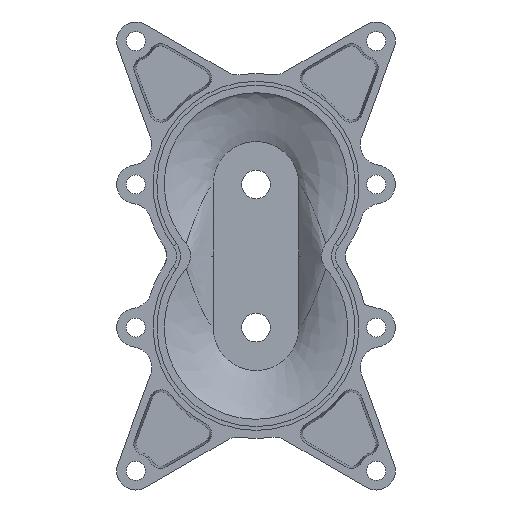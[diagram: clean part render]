
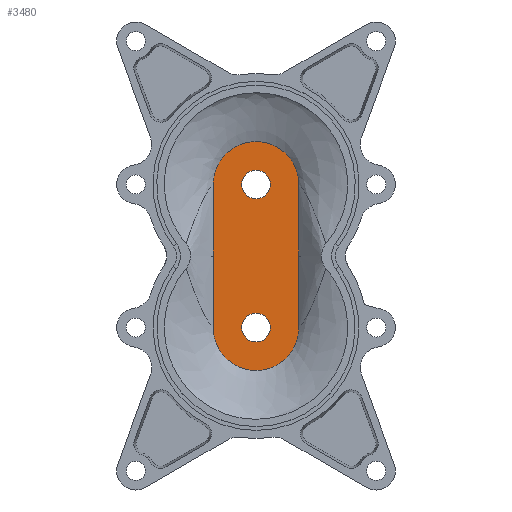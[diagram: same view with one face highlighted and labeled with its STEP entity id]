
A CAD part, top view. The second image highlights one B-rep face of the part: STEP entity #3480.
In plain terms, the highlighted planar face has unit normal (0, 0, 1).
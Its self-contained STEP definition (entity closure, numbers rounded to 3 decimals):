
#2183=CARTESIAN_POINT('Vertex',(-45.,0.,10.)) ;
#2187=CARTESIAN_POINT('Control Point',(45.,0.,10.)) ;
#2188=CARTESIAN_POINT('Control Point',(45.,3.534,10.)) ;
#2189=CARTESIAN_POINT('Control Point',(44.653,7.069,10.)) ;
#2190=CARTESIAN_POINT('Control Point',(43.959,10.557,10.)) ;
#2191=CARTESIAN_POINT('Control Point',(41.895,17.354,10.)) ;
#2192=CARTESIAN_POINT('Control Point',(38.549,23.618,10.)) ;
#2193=CARTESIAN_POINT('Control Point',(36.573,26.576,10.)) ;
#2194=CARTESIAN_POINT('Control Point',(32.065,32.065,10.)) ;
#2195=CARTESIAN_POINT('Control Point',(26.576,36.573,10.)) ;
#2196=CARTESIAN_POINT('Control Point',(23.618,38.549,10.)) ;
#2197=CARTESIAN_POINT('Control Point',(17.354,41.895,10.)) ;
#2198=CARTESIAN_POINT('Control Point',(10.557,43.959,10.)) ;
#2199=CARTESIAN_POINT('Control Point',(7.069,44.653,10.)) ;
#2200=CARTESIAN_POINT('Control Point',(0.,45.347,10.)) ;
#2201=CARTESIAN_POINT('Control Point',(-7.069,44.653,10.)) ;
#2202=CARTESIAN_POINT('Control Point',(-10.557,43.959,10.)) ;
#2203=CARTESIAN_POINT('Control Point',(-17.354,41.895,10.)) ;
#2204=CARTESIAN_POINT('Control Point',(-23.618,38.549,10.)) ;
#2205=CARTESIAN_POINT('Control Point',(-26.576,36.573,10.)) ;
#2206=CARTESIAN_POINT('Control Point',(-32.065,32.065,10.)) ;
#2207=CARTESIAN_POINT('Control Point',(-36.573,26.576,10.)) ;
#2208=CARTESIAN_POINT('Control Point',(-38.549,23.618,10.)) ;
#2209=CARTESIAN_POINT('Control Point',(-41.895,17.354,10.)) ;
#2210=CARTESIAN_POINT('Control Point',(-43.959,10.557,10.)) ;
#2211=CARTESIAN_POINT('Control Point',(-44.653,7.069,10.)) ;
#2212=CARTESIAN_POINT('Control Point',(-45.,3.534,10.)) ;
#2213=CARTESIAN_POINT('Control Point',(-45.,0.,10.)) ;
#2214=CARTESIAN_POINT('Vertex',(45.,0.,10.)) ;
#2354=CARTESIAN_POINT('Control Point',(45.,-75.,10.)) ;
#2355=CARTESIAN_POINT('Control Point',(45.,-56.25,10.)) ;
#2356=CARTESIAN_POINT('Control Point',(45.,-37.5,10.)) ;
#2357=CARTESIAN_POINT('Control Point',(45.,-18.75,10.)) ;
#2358=CARTESIAN_POINT('Control Point',(45.,0.,10.)) ;
#2359=CARTESIAN_POINT('Vertex',(45.,-75.,10.)) ;
#2520=CARTESIAN_POINT('Vertex',(-45.,-75.,10.)) ;
#2524=CARTESIAN_POINT('Control Point',(-45.,0.,10.)) ;
#2525=CARTESIAN_POINT('Control Point',(-45.,-18.75,10.)) ;
#2526=CARTESIAN_POINT('Control Point',(-45.,-37.5,10.)) ;
#2527=CARTESIAN_POINT('Control Point',(-45.,-56.25,10.)) ;
#2528=CARTESIAN_POINT('Control Point',(-45.,-75.,10.)) ;
#2644=CARTESIAN_POINT('Control Point',(45.,-150.,10.)) ;
#2645=CARTESIAN_POINT('Control Point',(45.,-131.25,10.)) ;
#2646=CARTESIAN_POINT('Control Point',(45.,-112.5,10.)) ;
#2647=CARTESIAN_POINT('Control Point',(45.,-93.75,10.)) ;
#2648=CARTESIAN_POINT('Control Point',(45.,-75.,10.)) ;
#2649=CARTESIAN_POINT('Vertex',(45.,-150.,10.)) ;
#3251=CARTESIAN_POINT('Control Point',(-45.,-150.,10.)) ;
#3252=CARTESIAN_POINT('Control Point',(-45.,-153.534,10.)) ;
#3253=CARTESIAN_POINT('Control Point',(-44.653,-157.069,10.)) ;
#3254=CARTESIAN_POINT('Control Point',(-43.959,-160.557,10.)) ;
#3255=CARTESIAN_POINT('Control Point',(-41.895,-167.354,10.)) ;
#3256=CARTESIAN_POINT('Control Point',(-38.549,-173.618,10.)) ;
#3257=CARTESIAN_POINT('Control Point',(-36.573,-176.576,10.)) ;
#3258=CARTESIAN_POINT('Control Point',(-32.065,-182.065,10.)) ;
#3259=CARTESIAN_POINT('Control Point',(-26.576,-186.573,10.)) ;
#3260=CARTESIAN_POINT('Control Point',(-23.618,-188.549,10.)) ;
#3261=CARTESIAN_POINT('Control Point',(-17.354,-191.895,10.)) ;
#3262=CARTESIAN_POINT('Control Point',(-10.557,-193.959,10.)) ;
#3263=CARTESIAN_POINT('Control Point',(-7.069,-194.653,10.)) ;
#3264=CARTESIAN_POINT('Control Point',(0.,-195.347,10.)) ;
#3265=CARTESIAN_POINT('Control Point',(7.069,-194.653,10.)) ;
#3266=CARTESIAN_POINT('Control Point',(10.557,-193.959,10.)) ;
#3267=CARTESIAN_POINT('Control Point',(17.354,-191.895,10.)) ;
#3268=CARTESIAN_POINT('Control Point',(23.618,-188.549,10.)) ;
#3269=CARTESIAN_POINT('Control Point',(26.576,-186.573,10.)) ;
#3270=CARTESIAN_POINT('Control Point',(32.065,-182.065,10.)) ;
#3271=CARTESIAN_POINT('Control Point',(36.573,-176.576,10.)) ;
#3272=CARTESIAN_POINT('Control Point',(38.549,-173.618,10.)) ;
#3273=CARTESIAN_POINT('Control Point',(41.895,-167.354,10.)) ;
#3274=CARTESIAN_POINT('Control Point',(43.959,-160.557,10.)) ;
#3275=CARTESIAN_POINT('Control Point',(44.653,-157.069,10.)) ;
#3276=CARTESIAN_POINT('Control Point',(45.,-153.534,10.)) ;
#3277=CARTESIAN_POINT('Control Point',(45.,-150.,10.)) ;
#3278=CARTESIAN_POINT('Vertex',(-45.,-150.,10.)) ;
#3418=CARTESIAN_POINT('Control Point',(-45.,-75.,10.)) ;
#3419=CARTESIAN_POINT('Control Point',(-45.,-93.75,10.)) ;
#3420=CARTESIAN_POINT('Control Point',(-45.,-112.5,10.)) ;
#3421=CARTESIAN_POINT('Control Point',(-45.,-131.25,10.)) ;
#3422=CARTESIAN_POINT('Control Point',(-45.,-150.,10.)) ;
#3431=CARTESIAN_POINT('Axis2P3D Location',(0.,0.,10.)) ;
#3444=CARTESIAN_POINT('Axis2P3D Location',(0.,0.,10.)) ;
#3448=CARTESIAN_POINT('Vertex',(15.,0.,10.)) ;
#3450=CARTESIAN_POINT('Vertex',(-15.,0.,10.)) ;
#3453=CARTESIAN_POINT('Axis2P3D Location',(0.,0.,10.)) ;
#3462=CARTESIAN_POINT('Axis2P3D Location',(0.,-150.,10.)) ;
#3466=CARTESIAN_POINT('Vertex',(15.,-150.,10.)) ;
#3468=CARTESIAN_POINT('Vertex',(-15.,-150.,10.)) ;
#3471=CARTESIAN_POINT('Axis2P3D Location',(0.,-150.,10.)) ;
#3432=DIRECTION('Axis2P3D Direction',(0.,0.,1.)) ;
#3433=DIRECTION('Axis2P3D XDirection',(1.,0.,0.)) ;
#3445=DIRECTION('Axis2P3D Direction',(0.,0.,1.)) ;
#3454=DIRECTION('Axis2P3D Direction',(0.,0.,1.)) ;
#3463=DIRECTION('Axis2P3D Direction',(0.,0.,1.)) ;
#3472=DIRECTION('Axis2P3D Direction',(0.,0.,1.)) ;
#3434=AXIS2_PLACEMENT_3D('Plane Axis2P3D',#3431,#3432,#3433) ;
#3446=AXIS2_PLACEMENT_3D('Circle Axis2P3D',#3444,#3445,$) ;
#3455=AXIS2_PLACEMENT_3D('Circle Axis2P3D',#3453,#3454,$) ;
#3464=AXIS2_PLACEMENT_3D('Circle Axis2P3D',#3462,#3463,$) ;
#3473=AXIS2_PLACEMENT_3D('Circle Axis2P3D',#3471,#3472,$) ;
#3447=CIRCLE('generated circle',#3446,15.) ;
#3456=CIRCLE('generated circle',#3455,15.) ;
#3465=CIRCLE('generated circle',#3464,15.) ;
#3474=CIRCLE('generated circle',#3473,15.) ;
#3435=PLANE('',#3434) ;
#3461=FACE_BOUND('',#3458,.T.) ;
#3479=FACE_BOUND('',#3476,.T.) ;
#2216=EDGE_CURVE('',#2215,#2184,#2186,.T.) ;
#2361=EDGE_CURVE('',#2360,#2215,#2353,.T.) ;
#2529=EDGE_CURVE('',#2184,#2521,#2523,.T.) ;
#2651=EDGE_CURVE('',#2650,#2360,#2643,.T.) ;
#3280=EDGE_CURVE('',#3279,#2650,#3250,.T.) ;
#3423=EDGE_CURVE('',#2521,#3279,#3417,.T.) ;
#3452=EDGE_CURVE('',#3449,#3451,#3447,.T.) ;
#3457=EDGE_CURVE('',#3451,#3449,#3456,.T.) ;
#3470=EDGE_CURVE('',#3467,#3469,#3465,.T.) ;
#3475=EDGE_CURVE('',#3469,#3467,#3474,.T.) ;
#3437=ORIENTED_EDGE('',*,*,#2216,.T.) ;
#3438=ORIENTED_EDGE('',*,*,#2529,.T.) ;
#3439=ORIENTED_EDGE('',*,*,#3423,.T.) ;
#3440=ORIENTED_EDGE('',*,*,#3280,.T.) ;
#3441=ORIENTED_EDGE('',*,*,#2651,.T.) ;
#3442=ORIENTED_EDGE('',*,*,#2361,.T.) ;
#3459=ORIENTED_EDGE('',*,*,#3452,.F.) ;
#3460=ORIENTED_EDGE('',*,*,#3457,.F.) ;
#3477=ORIENTED_EDGE('',*,*,#3470,.F.) ;
#3478=ORIENTED_EDGE('',*,*,#3475,.F.) ;
#3436=EDGE_LOOP('',(#3437,#3438,#3439,#3440,#3441,#3442)) ;
#3458=EDGE_LOOP('',(#3459,#3460)) ;
#3476=EDGE_LOOP('',(#3477,#3478)) ;
#2184=VERTEX_POINT('',#2183) ;
#2215=VERTEX_POINT('',#2214) ;
#2360=VERTEX_POINT('',#2359) ;
#2521=VERTEX_POINT('',#2520) ;
#2650=VERTEX_POINT('',#2649) ;
#3279=VERTEX_POINT('',#3278) ;
#3449=VERTEX_POINT('',#3448) ;
#3451=VERTEX_POINT('',#3450) ;
#3467=VERTEX_POINT('',#3466) ;
#3469=VERTEX_POINT('',#3468) ;
#3480=ADVANCED_FACE('mainbody',(#3443,#3461,#3479),#3435,.T.) ;
#2186=B_SPLINE_CURVE_WITH_KNOTS('',5,(#2187,#2188,#2189,#2190,#2191,#2192,#2193,#2194,#2195,#2196,#2197,#2198,#2199,#2200,#2201,#2202,#2203,#2204,#2205,#2206,#2207,#2208,#2209,#2210,#2211,#2212,#2213),.UNSPECIFIED.,.F.,.U.,(6,3,3,3,3,3,3,3,6),(0.,17.671,35.343,53.014,70.686,88.357,106.029,123.7,141.372),.UNSPECIFIED.) ;
#2353=B_SPLINE_CURVE_WITH_KNOTS('',4,(#2354,#2355,#2356,#2357,#2358),.UNSPECIFIED.,.F.,.U.,(5,5),(-75.,0.),.UNSPECIFIED.) ;
#2523=B_SPLINE_CURVE_WITH_KNOTS('',4,(#2524,#2525,#2526,#2527,#2528),.UNSPECIFIED.,.F.,.U.,(5,5),(-75.,0.),.UNSPECIFIED.) ;
#2643=B_SPLINE_CURVE_WITH_KNOTS('',4,(#2644,#2645,#2646,#2647,#2648),.UNSPECIFIED.,.F.,.U.,(5,5),(0.,75.),.UNSPECIFIED.) ;
#3250=B_SPLINE_CURVE_WITH_KNOTS('',5,(#3251,#3252,#3253,#3254,#3255,#3256,#3257,#3258,#3259,#3260,#3261,#3262,#3263,#3264,#3265,#3266,#3267,#3268,#3269,#3270,#3271,#3272,#3273,#3274,#3275,#3276,#3277),.UNSPECIFIED.,.F.,.U.,(6,3,3,3,3,3,3,3,6),(141.372,159.043,176.715,194.386,212.058,229.729,247.4,265.072,282.743),.UNSPECIFIED.) ;
#3417=B_SPLINE_CURVE_WITH_KNOTS('',4,(#3418,#3419,#3420,#3421,#3422),.UNSPECIFIED.,.F.,.U.,(5,5),(-150.,-75.),.UNSPECIFIED.) ;
#3443=FACE_OUTER_BOUND('',#3436,.T.) ;
